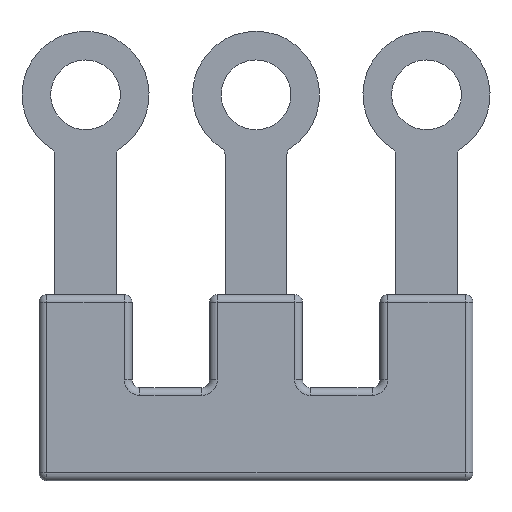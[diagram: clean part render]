
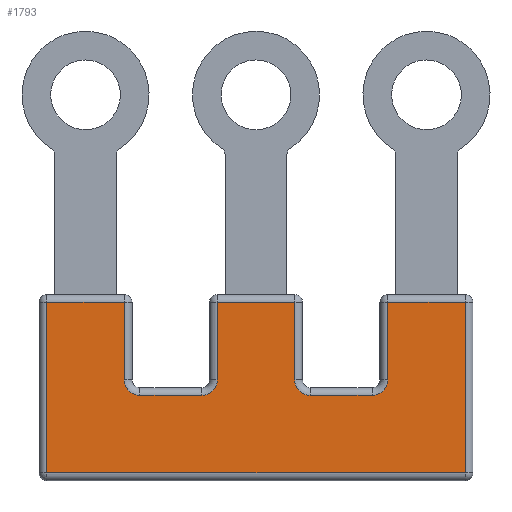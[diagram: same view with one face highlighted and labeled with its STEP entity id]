
A CAD part, front view. The second image highlights one B-rep face of the part: STEP entity #1793.
In plain terms, the highlighted planar face has unit normal (0, -1, 0).
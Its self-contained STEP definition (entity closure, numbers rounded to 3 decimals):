
#304=AXIS2_PLACEMENT_3D('Circle Axis2P3D',#302,#303,$) ;
#530=AXIS2_PLACEMENT_3D('Circle Axis2P3D',#528,#529,$) ;
#587=AXIS2_PLACEMENT_3D('Circle Axis2P3D',#585,#586,$) ;
#768=AXIS2_PLACEMENT_3D('Circle Axis2P3D',#766,#767,$) ;
#1773=AXIS2_PLACEMENT_3D('Plane Axis2P3D',#1770,#1771,#1772) ;
#173=CARTESIAN_POINT('Vertex',(17.6,0.,11.5)) ;
#247=CARTESIAN_POINT('Line Origine',(17.6,0.,11.5)) ;
#251=CARTESIAN_POINT('Vertex',(17.6,0.,6.5)) ;
#277=CARTESIAN_POINT('Vertex',(12.6,0.,11.5)) ;
#280=CARTESIAN_POINT('Line Origine',(12.6,0.,11.5)) ;
#302=CARTESIAN_POINT('Axis2P3D Location',(18.6,0.,6.5)) ;
#306=CARTESIAN_POINT('Vertex',(18.6,0.,5.5)) ;
#465=CARTESIAN_POINT('Vertex',(12.6,0.,6.5)) ;
#468=CARTESIAN_POINT('Line Origine',(12.6,0.,6.5)) ;
#518=CARTESIAN_POINT('Vertex',(23.6,0.,6.5)) ;
#525=CARTESIAN_POINT('Vertex',(22.6,0.,5.5)) ;
#528=CARTESIAN_POINT('Axis2P3D Location',(22.6,0.,6.5)) ;
#582=CARTESIAN_POINT('Vertex',(11.6,0.,5.5)) ;
#585=CARTESIAN_POINT('Axis2P3D Location',(11.6,0.,6.5)) ;
#635=CARTESIAN_POINT('Vertex',(23.6,0.,11.5)) ;
#638=CARTESIAN_POINT('Line Origine',(23.6,0.,6.5)) ;
#700=CARTESIAN_POINT('Vertex',(7.6,0.,5.5)) ;
#703=CARTESIAN_POINT('Line Origine',(7.6,0.,5.5)) ;
#763=CARTESIAN_POINT('Vertex',(6.6,0.,6.5)) ;
#766=CARTESIAN_POINT('Axis2P3D Location',(7.6,0.,6.5)) ;
#823=CARTESIAN_POINT('Vertex',(28.6,0.,11.5)) ;
#833=CARTESIAN_POINT('Line Origine',(28.6,0.,11.5)) ;
#900=CARTESIAN_POINT('Vertex',(6.6,0.,11.5)) ;
#903=CARTESIAN_POINT('Line Origine',(6.6,0.,11.5)) ;
#1015=CARTESIAN_POINT('Vertex',(28.6,0.,0.5)) ;
#1018=CARTESIAN_POINT('Line Origine',(28.6,0.,0.5)) ;
#1077=CARTESIAN_POINT('Vertex',(1.6,0.,11.5)) ;
#1080=CARTESIAN_POINT('Line Origine',(6.1,0.,11.5)) ;
#1171=CARTESIAN_POINT('Vertex',(1.6,0.,0.5)) ;
#1174=CARTESIAN_POINT('Line Origine',(28.6,0.,0.5)) ;
#1314=CARTESIAN_POINT('Line Origine',(1.6,0.,0.5)) ;
#1758=CARTESIAN_POINT('Line Origine',(18.6,0.,5.5)) ;
#1770=CARTESIAN_POINT('Axis2P3D Location',(1.6,0.,11.5)) ;
#248=DIRECTION('Vector Direction',(0.,0.,1.)) ;
#281=DIRECTION('Vector Direction',(-1.,0.,0.)) ;
#303=DIRECTION('Axis2P3D Direction',(0.,1.,0.)) ;
#469=DIRECTION('Vector Direction',(0.,0.,-1.)) ;
#529=DIRECTION('Axis2P3D Direction',(0.,1.,0.)) ;
#586=DIRECTION('Axis2P3D Direction',(0.,1.,0.)) ;
#639=DIRECTION('Vector Direction',(0.,0.,-1.)) ;
#704=DIRECTION('Vector Direction',(-1.,0.,0.)) ;
#767=DIRECTION('Axis2P3D Direction',(0.,1.,0.)) ;
#834=DIRECTION('Vector Direction',(-1.,0.,0.)) ;
#904=DIRECTION('Vector Direction',(0.,0.,1.)) ;
#1019=DIRECTION('Vector Direction',(0.,0.,1.)) ;
#1081=DIRECTION('Vector Direction',(-1.,0.,0.)) ;
#1175=DIRECTION('Vector Direction',(1.,0.,0.)) ;
#1315=DIRECTION('Vector Direction',(0.,0.,-1.)) ;
#1759=DIRECTION('Vector Direction',(-1.,0.,0.)) ;
#1771=DIRECTION('Axis2P3D Direction',(0.,1.,0.)) ;
#1772=DIRECTION('Axis2P3D XDirection',(0.,0.,1.)) ;
#249=VECTOR('Line Direction',#248,1.) ;
#282=VECTOR('Line Direction',#281,1.) ;
#470=VECTOR('Line Direction',#469,1.) ;
#640=VECTOR('Line Direction',#639,1.) ;
#705=VECTOR('Line Direction',#704,1.) ;
#835=VECTOR('Line Direction',#834,1.) ;
#905=VECTOR('Line Direction',#904,1.) ;
#1020=VECTOR('Line Direction',#1019,1.) ;
#1082=VECTOR('Line Direction',#1081,1.) ;
#1176=VECTOR('Line Direction',#1175,1.) ;
#1316=VECTOR('Line Direction',#1315,1.) ;
#1760=VECTOR('Line Direction',#1759,1.) ;
#1776=ORIENTED_EDGE('',*,*,#532,.T.) ;
#1777=ORIENTED_EDGE('',*,*,#1762,.T.) ;
#1778=ORIENTED_EDGE('',*,*,#308,.T.) ;
#1779=ORIENTED_EDGE('',*,*,#253,.T.) ;
#1780=ORIENTED_EDGE('',*,*,#284,.T.) ;
#1781=ORIENTED_EDGE('',*,*,#472,.T.) ;
#1782=ORIENTED_EDGE('',*,*,#589,.T.) ;
#1783=ORIENTED_EDGE('',*,*,#707,.T.) ;
#1784=ORIENTED_EDGE('',*,*,#770,.T.) ;
#1785=ORIENTED_EDGE('',*,*,#907,.T.) ;
#1786=ORIENTED_EDGE('',*,*,#1084,.T.) ;
#1787=ORIENTED_EDGE('',*,*,#1318,.T.) ;
#1788=ORIENTED_EDGE('',*,*,#1178,.T.) ;
#1789=ORIENTED_EDGE('',*,*,#1022,.T.) ;
#1790=ORIENTED_EDGE('',*,*,#837,.T.) ;
#1791=ORIENTED_EDGE('',*,*,#642,.T.) ;
#1793=ADVANCED_FACE('STH4_3 way insulation - metal',(#1792),#1774,.F.) ;
#305=CIRCLE('generated circle',#304,1.) ;
#531=CIRCLE('generated circle',#530,1.) ;
#588=CIRCLE('generated circle',#587,1.) ;
#769=CIRCLE('generated circle',#768,1.) ;
#253=EDGE_CURVE('',#252,#174,#250,.T.) ;
#284=EDGE_CURVE('',#174,#278,#283,.T.) ;
#308=EDGE_CURVE('',#307,#252,#305,.T.) ;
#472=EDGE_CURVE('',#278,#466,#471,.T.) ;
#532=EDGE_CURVE('',#519,#526,#531,.T.) ;
#589=EDGE_CURVE('',#466,#583,#588,.T.) ;
#642=EDGE_CURVE('',#636,#519,#641,.T.) ;
#707=EDGE_CURVE('',#583,#701,#706,.T.) ;
#770=EDGE_CURVE('',#701,#764,#769,.T.) ;
#837=EDGE_CURVE('',#824,#636,#836,.T.) ;
#907=EDGE_CURVE('',#764,#901,#906,.T.) ;
#1022=EDGE_CURVE('',#1016,#824,#1021,.T.) ;
#1084=EDGE_CURVE('',#901,#1078,#1083,.T.) ;
#1178=EDGE_CURVE('',#1172,#1016,#1177,.T.) ;
#1318=EDGE_CURVE('',#1078,#1172,#1317,.T.) ;
#1762=EDGE_CURVE('',#526,#307,#1761,.T.) ;
#1775=EDGE_LOOP('',(#1776,#1777,#1778,#1779,#1780,#1781,#1782,#1783,#1784,#1785,#1786,#1787,#1788,#1789,#1790,#1791)) ;
#1792=FACE_OUTER_BOUND('',#1775,.T.) ;
#250=LINE('Line',#247,#249) ;
#283=LINE('Line',#280,#282) ;
#471=LINE('Line',#468,#470) ;
#641=LINE('Line',#638,#640) ;
#706=LINE('Line',#703,#705) ;
#836=LINE('Line',#833,#835) ;
#906=LINE('Line',#903,#905) ;
#1021=LINE('Line',#1018,#1020) ;
#1083=LINE('Line',#1080,#1082) ;
#1177=LINE('Line',#1174,#1176) ;
#1317=LINE('Line',#1314,#1316) ;
#1761=LINE('Line',#1758,#1760) ;
#1774=PLANE('',#1773) ;
#174=VERTEX_POINT('',#173) ;
#252=VERTEX_POINT('',#251) ;
#278=VERTEX_POINT('',#277) ;
#307=VERTEX_POINT('',#306) ;
#466=VERTEX_POINT('',#465) ;
#519=VERTEX_POINT('',#518) ;
#526=VERTEX_POINT('',#525) ;
#583=VERTEX_POINT('',#582) ;
#636=VERTEX_POINT('',#635) ;
#701=VERTEX_POINT('',#700) ;
#764=VERTEX_POINT('',#763) ;
#824=VERTEX_POINT('',#823) ;
#901=VERTEX_POINT('',#900) ;
#1016=VERTEX_POINT('',#1015) ;
#1078=VERTEX_POINT('',#1077) ;
#1172=VERTEX_POINT('',#1171) ;
